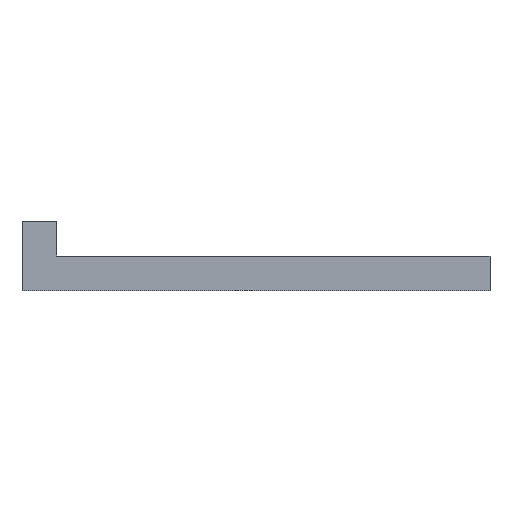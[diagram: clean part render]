
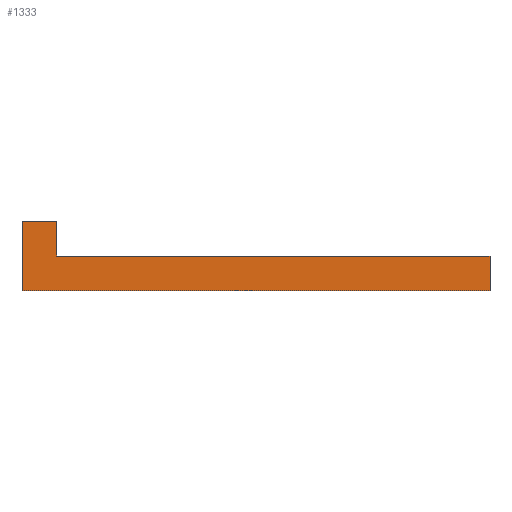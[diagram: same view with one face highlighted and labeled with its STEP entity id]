
A CAD part, front view. The second image highlights one B-rep face of the part: STEP entity #1333.
In plain terms, the highlighted planar face has unit normal (0, -1, 0).
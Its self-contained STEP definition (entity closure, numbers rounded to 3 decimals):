
#74=CARTESIAN_POINT('',(354.,-60.,-4.));
#75=VERTEX_POINT('',#74);
#82=CARTESIAN_POINT('',(300.,-60.,-4.));
#83=VERTEX_POINT('',#82);
#84=CARTESIAN_POINT('',(354.,-60.,-4.));
#85=DIRECTION('',(-1.,-0.,0.));
#86=VECTOR('',#85,54.);
#87=LINE('',#84,#86);
#88=EDGE_CURVE('',#75,#83,#87,.T.);
#1128=CARTESIAN_POINT('',(354.,-60.,-0.));
#1129=VERTEX_POINT('',#1128);
#1144=CARTESIAN_POINT('',(304.,-60.,0.));
#1145=VERTEX_POINT('',#1144);
#1152=CARTESIAN_POINT('',(354.,-60.,-0.));
#1153=DIRECTION('',(-1.,-0.,0.));
#1154=VECTOR('',#1153,50.);
#1155=LINE('',#1152,#1154);
#1156=EDGE_CURVE('',#1129,#1145,#1155,.T.);
#1285=CARTESIAN_POINT('',(354.,-60.,-4.));
#1286=DIRECTION('',(0.,0.,1.));
#1287=VECTOR('',#1286,4.);
#1288=LINE('',#1285,#1287);
#1289=EDGE_CURVE('',#75,#1129,#1288,.T.);
#1301=CARTESIAN_POINT('',(329.,-60.,-4.));
#1302=DIRECTION('',(-0.,1.,0.));
#1303=DIRECTION('',(1.,0.,-0.));
#1304=AXIS2_PLACEMENT_3D('',#1301,#1302,#1303);
#1305=PLANE('',#1304);
#1306=ORIENTED_EDGE('',*,*,#1156,.T.);
#1307=CARTESIAN_POINT('',(304.,-60.,4.));
#1308=VERTEX_POINT('',#1307);
#1309=CARTESIAN_POINT('',(304.,-60.,4.));
#1310=DIRECTION('',(-0.,0.,-1.));
#1311=VECTOR('',#1310,4.);
#1312=LINE('',#1309,#1311);
#1313=EDGE_CURVE('',#1308,#1145,#1312,.T.);
#1314=ORIENTED_EDGE('',*,*,#1313,.F.);
#1315=CARTESIAN_POINT('',(300.,-60.,4.));
#1316=VERTEX_POINT('',#1315);
#1317=CARTESIAN_POINT('',(304.,-60.,4.));
#1318=DIRECTION('',(-1.,-0.,0.));
#1319=VECTOR('',#1318,4.);
#1320=LINE('',#1317,#1319);
#1321=EDGE_CURVE('',#1308,#1316,#1320,.T.);
#1322=ORIENTED_EDGE('',*,*,#1321,.T.);
#1323=CARTESIAN_POINT('',(300.,-60.,4.));
#1324=DIRECTION('',(-0.,0.,-1.));
#1325=VECTOR('',#1324,8.);
#1326=LINE('',#1323,#1325);
#1327=EDGE_CURVE('',#1316,#83,#1326,.T.);
#1328=ORIENTED_EDGE('',*,*,#1327,.T.);
#1329=ORIENTED_EDGE('',*,*,#88,.F.);
#1330=ORIENTED_EDGE('',*,*,#1289,.T.);
#1331=EDGE_LOOP('',(#1306,#1314,#1322,#1328,#1329,#1330));
#1332=FACE_BOUND('',#1331,.T.);
#1333=ADVANCED_FACE('',(#1332),#1305,.F.);
